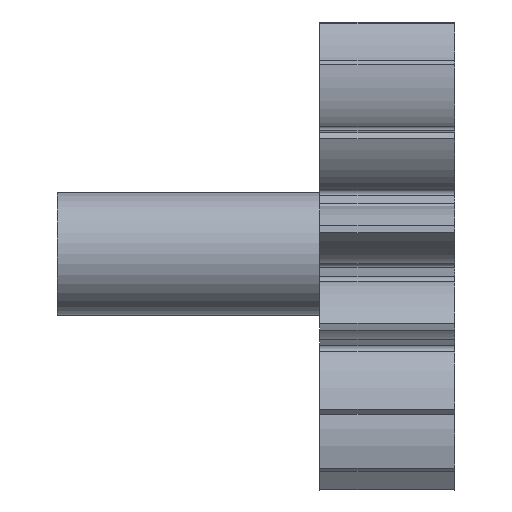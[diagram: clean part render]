
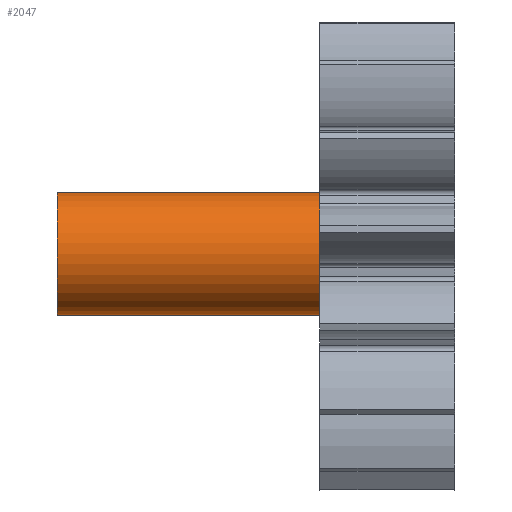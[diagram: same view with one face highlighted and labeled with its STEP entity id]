
A CAD part, left-side view. The second image highlights one B-rep face of the part: STEP entity #2047.
In plain terms, the highlighted cylindrical face has radius 2.5 mm (diameter 5 mm), a full revolution.
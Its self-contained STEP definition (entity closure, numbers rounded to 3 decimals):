
#134=CYLINDRICAL_SURFACE('',#2192,2.5);
#207=FACE_OUTER_BOUND('',#324,.T.);
#324=EDGE_LOOP('',(#1393,#1394,#1395,#1396,#1397));
#445=LINE('',#3048,#555);
#555=VECTOR('',#2457,2.5);
#669=CIRCLE('',#2193,2.5);
#670=CIRCLE('',#2194,2.5);
#671=CIRCLE('',#2195,2.5);
#826=VERTEX_POINT('',#3043);
#827=VERTEX_POINT('',#3044);
#828=VERTEX_POINT('',#3047);
#1051=EDGE_CURVE('',#826,#827,#669,.T.);
#1052=EDGE_CURVE('',#827,#826,#670,.T.);
#1053=EDGE_CURVE('',#827,#828,#445,.T.);
#1054=EDGE_CURVE('',#828,#828,#671,.T.);
#1393=ORIENTED_EDGE('',*,*,#1051,.F.);
#1394=ORIENTED_EDGE('',*,*,#1052,.F.);
#1395=ORIENTED_EDGE('',*,*,#1053,.T.);
#1396=ORIENTED_EDGE('',*,*,#1054,.F.);
#1397=ORIENTED_EDGE('',*,*,#1053,.F.);
#2047=ADVANCED_FACE('',(#207),#134,.T.);
#2192=AXIS2_PLACEMENT_3D('',#3042,#2451,#2452);
#2193=AXIS2_PLACEMENT_3D('',#3045,#2453,#2454);
#2194=AXIS2_PLACEMENT_3D('',#3046,#2455,#2456);
#2195=AXIS2_PLACEMENT_3D('',#3049,#2458,#2459);
#2451=DIRECTION('center_axis',(0.,1.,0.));
#2452=DIRECTION('ref_axis',(1.,0.,0.));
#2453=DIRECTION('center_axis',(0.,1.,0.));
#2454=DIRECTION('ref_axis',(1.,0.,0.));
#2455=DIRECTION('center_axis',(0.,1.,0.));
#2456=DIRECTION('ref_axis',(1.,0.,0.));
#2457=DIRECTION('',(0.,-1.,0.));
#2458=DIRECTION('center_axis',(0.,-1.,0.));
#2459=DIRECTION('ref_axis',(1.,0.,0.));
#3042=CARTESIAN_POINT('Origin',(0.,2.5,0.));
#3043=CARTESIAN_POINT('',(2.5,16.2,0.));
#3044=CARTESIAN_POINT('',(-2.5,16.2,0.));
#3045=CARTESIAN_POINT('Origin',(0.,16.2,0.));
#3046=CARTESIAN_POINT('Origin',(0.,16.2,0.));
#3047=CARTESIAN_POINT('',(-2.5,5.5,0.));
#3048=CARTESIAN_POINT('',(-2.5,2.5,0.));
#3049=CARTESIAN_POINT('Origin',(0.,5.5,0.));
